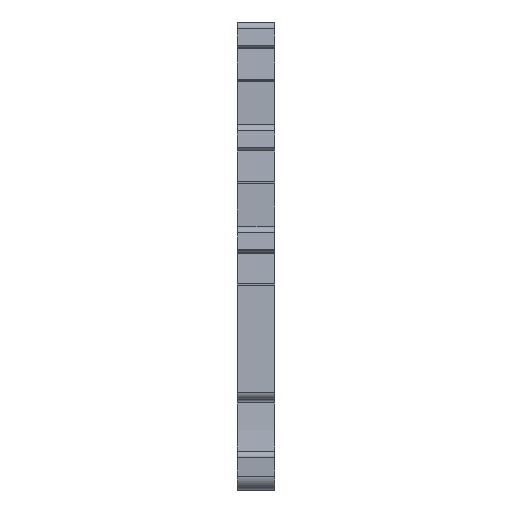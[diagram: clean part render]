
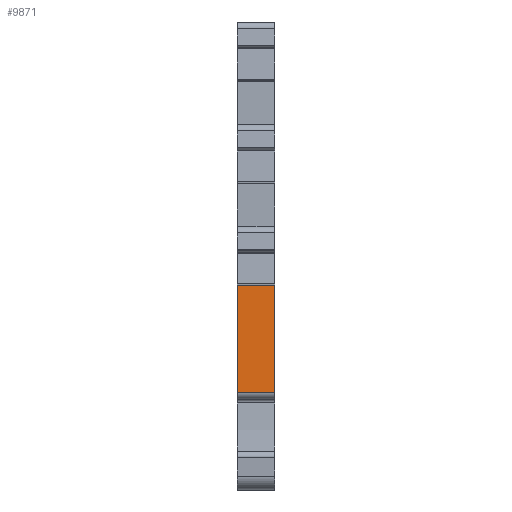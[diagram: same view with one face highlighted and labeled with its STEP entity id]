
A CAD part, front view. The second image highlights one B-rep face of the part: STEP entity #9871.
In plain terms, the highlighted cylindrical face has radius 151.052 mm (diameter 302.104 mm), a partial arc.
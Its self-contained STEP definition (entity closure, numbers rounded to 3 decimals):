
#9858=AXIS2_PLACEMENT_3D('Cylinder Axis2P3D',#9855,#9856,#9857) ;
#983=CARTESIAN_POINT('Vertex',(5.1,1.887,28.054)) ;
#987=CARTESIAN_POINT('Control Point',(5.1,1.529,13.426)) ;
#988=CARTESIAN_POINT('Control Point',(5.1,1.459,16.352)) ;
#989=CARTESIAN_POINT('Control Point',(5.1,1.459,19.28)) ;
#990=CARTESIAN_POINT('Control Point',(5.1,1.531,22.21)) ;
#991=CARTESIAN_POINT('Control Point',(5.1,1.674,25.134)) ;
#992=CARTESIAN_POINT('Control Point',(5.1,1.887,28.054)) ;
#993=CARTESIAN_POINT('Vertex',(5.1,1.529,13.426)) ;
#5171=CARTESIAN_POINT('Vertex',(0.,1.529,13.426)) ;
#5175=CARTESIAN_POINT('Control Point',(0.,1.529,13.426)) ;
#5176=CARTESIAN_POINT('Control Point',(0.,1.459,16.352)) ;
#5177=CARTESIAN_POINT('Control Point',(0.,1.459,19.28)) ;
#5178=CARTESIAN_POINT('Control Point',(0.,1.531,22.21)) ;
#5179=CARTESIAN_POINT('Control Point',(0.,1.674,25.134)) ;
#5180=CARTESIAN_POINT('Control Point',(0.,1.887,28.054)) ;
#5181=CARTESIAN_POINT('Vertex',(0.,1.887,28.054)) ;
#9842=CARTESIAN_POINT('Line Origine',(2.55,1.887,28.054)) ;
#9855=CARTESIAN_POINT('Axis2P3D Location',(2.55,152.538,17.05)) ;
#9860=CARTESIAN_POINT('Line Origine',(2.55,1.529,13.426)) ;
#9843=DIRECTION('Vector Direction',(-1.,0.,0.)) ;
#9856=DIRECTION('Axis2P3D Direction',(-1.,0.,0.)) ;
#9857=DIRECTION('Axis2P3D XDirection',(0.,-1.,-0.024)) ;
#9861=DIRECTION('Vector Direction',(-1.,0.,0.)) ;
#9844=VECTOR('Line Direction',#9843,1.) ;
#9862=VECTOR('Line Direction',#9861,1.) ;
#9866=ORIENTED_EDGE('',*,*,#995,.T.) ;
#9867=ORIENTED_EDGE('',*,*,#9846,.F.) ;
#9868=ORIENTED_EDGE('',*,*,#5183,.F.) ;
#9869=ORIENTED_EDGE('',*,*,#9864,.T.) ;
#9871=ADVANCED_FACE('MLD',(#9870),#9859,.T.) ;
#986=B_SPLINE_CURVE_WITH_KNOTS('',5,(#987,#988,#989,#990,#991,#992),.UNSPECIFIED.,.F.,.U.,(6,6),(0.,20.697),.UNSPECIFIED.) ;
#5174=B_SPLINE_CURVE_WITH_KNOTS('',5,(#5175,#5176,#5177,#5178,#5179,#5180),.UNSPECIFIED.,.F.,.U.,(6,6),(0.,20.697),.UNSPECIFIED.) ;
#9859=CYLINDRICAL_SURFACE('generated cylinder',#9858,151.052) ;
#995=EDGE_CURVE('',#994,#984,#986,.T.) ;
#5183=EDGE_CURVE('',#5172,#5182,#5174,.T.) ;
#9846=EDGE_CURVE('',#5182,#984,#9845,.F.) ;
#9864=EDGE_CURVE('',#5172,#994,#9863,.F.) ;
#9865=EDGE_LOOP('',(#9866,#9867,#9868,#9869)) ;
#9870=FACE_OUTER_BOUND('',#9865,.T.) ;
#9845=LINE('Line',#9842,#9844) ;
#9863=LINE('Line',#9860,#9862) ;
#984=VERTEX_POINT('',#983) ;
#994=VERTEX_POINT('',#993) ;
#5172=VERTEX_POINT('',#5171) ;
#5182=VERTEX_POINT('',#5181) ;
